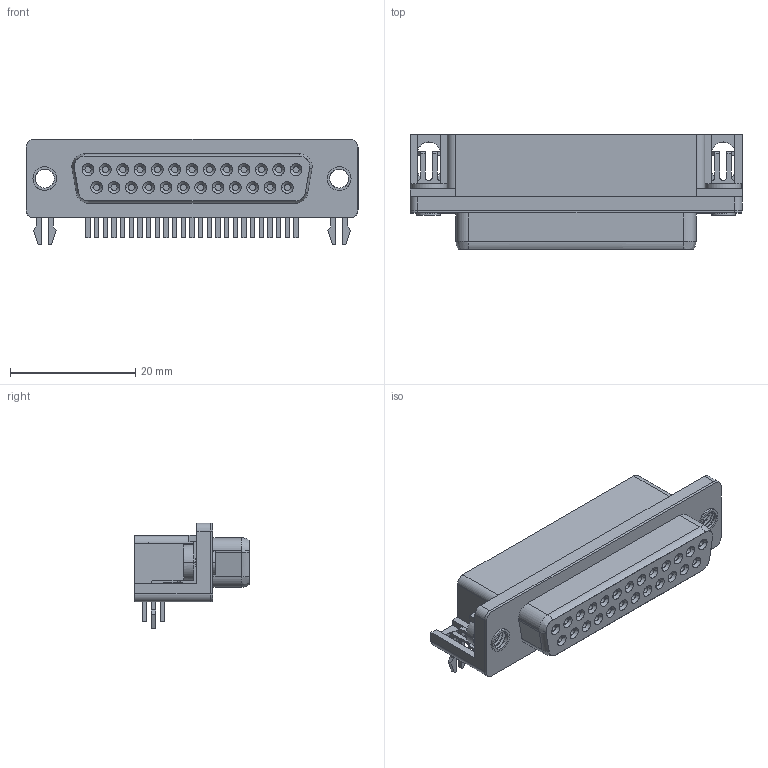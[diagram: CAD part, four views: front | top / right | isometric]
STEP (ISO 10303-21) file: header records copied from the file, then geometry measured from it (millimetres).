
FILE_DESCRIPTION(('CATIA V5 STEP Exchange','CAx-IF Rec.Pracs.--- Model Styling and Organization---1.4--- 2014-01-23'),'2;1');
FILE_NAME ('1213816-2_0', '2020-12-08T16:14:05+00:00', ('none'), ('Weidmueller'), 'CATIA Version 5-6 Release 2016 SP3 HF44', 'CATIA V5 STEP AP214', 'none');
FILE_SCHEMA(('AUTOMOTIVE_DESIGN { 1 0 10303 214 1 1 1 1 }'));
Length unit declared in the file: millimetre
Products named in the file (1): 2724020000
Bounding box: 53.05 x 18.3 x 16.85 mm (x, y, z)
Volume: 7689.2 mm3; surface area: 10787.2 mm2
Topology: 37 solids, 38 shells, 915 faces, 2212 edges, 1372 vertices
Faces by surface type: plane 407, bspline 282, cylinder 176, cone 50
Entity records: 28227 total; most frequent: CARTESIAN_POINT 10154, ORIENTED_EDGE 4424, DIRECTION 2644, EDGE_CURVE 2212, VERTEX_POINT 1372, VECTOR 1202, LINE 1202, EDGE_LOOP 984
